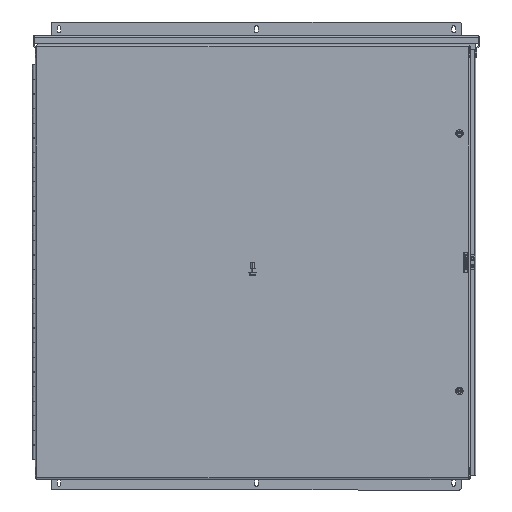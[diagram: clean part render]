
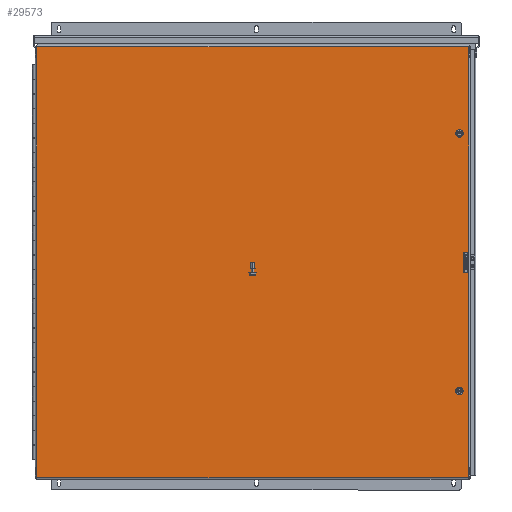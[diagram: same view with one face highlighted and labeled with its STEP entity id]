
A CAD part, front view. The second image highlights one B-rep face of the part: STEP entity #29573.
In plain terms, the highlighted planar face has unit normal (0, -1, 0).
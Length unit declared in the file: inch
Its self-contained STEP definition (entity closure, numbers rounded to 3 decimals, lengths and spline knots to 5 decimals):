
#102 = CARTESIAN_POINT ( 'NONE',  ( 14.45975, -12.172, 0.259 ) ) ;
#442 = CARTESIAN_POINT ( 'NONE',  ( -15.026, -12.172, -15.163 ) ) ;
#726 = ORIENTED_EDGE ( 'NONE', *, *, #4355, .T. ) ;
#1013 = EDGE_CURVE ( 'NONE', #26644, #13492, #29482, .T. ) ;
#1327 = FACE_BOUND ( 'NONE', #26569, .T. ) ;
#1390 = AXIS2_PLACEMENT_3D ( 'NONE', #14740, #25380, #29293 ) ;
#2378 = LINE ( 'NONE', #24979, #15365 ) ;
#2548 = VECTOR ( 'NONE', #12605, 39.37008 ) ;
#2558 = DIRECTION ( 'NONE',  ( 1., 0., 0. ) ) ;
#2625 = CARTESIAN_POINT ( 'NONE',  ( 14.14725, -12.172, -1.116 ) ) ;
#2660 = DIRECTION ( 'NONE',  ( 0., 0., 1. ) ) ;
#2803 = CARTESIAN_POINT ( 'NONE',  ( 14.45975, -12.172, -1.116 ) ) ;
#3130 = CARTESIAN_POINT ( 'NONE',  ( -15.026, -12.172, -15.163 ) ) ;
#3218 = EDGE_CURVE ( 'NONE', #3869, #15873, #14412, .T. ) ;
#3513 = VERTEX_POINT ( 'NONE', #6979 ) ;
#3869 = VERTEX_POINT ( 'NONE', #21273 ) ;
#3915 = ORIENTED_EDGE ( 'NONE', *, *, #6962, .T. ) ;
#3919 = DIRECTION ( 'NONE',  ( 1., 0., 0. ) ) ;
#4209 = VERTEX_POINT ( 'NONE', #11206 ) ;
#4355 = EDGE_CURVE ( 'NONE', #23943, #3513, #14119, .T. ) ;
#5189 = VECTOR ( 'NONE', #2558, 39.37008 ) ;
#5247 = LINE ( 'NONE', #22820, #25259 ) ;
#5420 = EDGE_LOOP ( 'NONE', ( #24708, #24531 ) ) ;
#5547 = LINE ( 'NONE', #3130, #26426 ) ;
#6220 = ORIENTED_EDGE ( 'NONE', *, *, #24480, .T. ) ;
#6338 = ORIENTED_EDGE ( 'NONE', *, *, #20364, .T. ) ;
#6635 = EDGE_CURVE ( 'NONE', #4209, #30838, #31920, .T. ) ;
#6713 = CARTESIAN_POINT ( 'NONE',  ( 14.508, -12.172, -15.163 ) ) ;
#6869 = DIRECTION ( 'NONE',  ( 0., 1., 0. ) ) ;
#6962 = EDGE_CURVE ( 'NONE', #19252, #6970, #12937, .T. ) ;
#6970 = VERTEX_POINT ( 'NONE', #2625 ) ;
#6979 = CARTESIAN_POINT ( 'NONE',  ( 14.508, -12.172, 14.306 ) ) ;
#7407 = ORIENTED_EDGE ( 'NONE', *, *, #29384, .T. ) ;
#7458 = DIRECTION ( 'NONE',  ( -1., 0., 0. ) ) ;
#8924 = VERTEX_POINT ( 'NONE', #442 ) ;
#9327 = CARTESIAN_POINT ( 'NONE',  ( 14.508, -12.172, -15.163 ) ) ;
#9698 = ORIENTED_EDGE ( 'NONE', *, *, #1013, .T. ) ;
#9869 = LINE ( 'NONE', #29713, #22761 ) ;
#10130 = CARTESIAN_POINT ( 'NONE',  ( 14.14725, -12.172, 0.259 ) ) ;
#11206 = CARTESIAN_POINT ( 'NONE',  ( 13.751, -12.172, 8.384 ) ) ;
#12118 = EDGE_CURVE ( 'NONE', #13492, #19252, #2378, .T. ) ;
#12275 = EDGE_LOOP ( 'NONE', ( #6220, #17935 ) ) ;
#12396 = CARTESIAN_POINT ( 'NONE',  ( 14.45975, -12.172, 0.259 ) ) ;
#12605 = DIRECTION ( 'NONE',  ( -1., 0., 0. ) ) ;
#12937 = LINE ( 'NONE', #17445, #2548 ) ;
#13040 = LINE ( 'NONE', #29824, #5189 ) ;
#13126 = CARTESIAN_POINT ( 'NONE',  ( 13.884, -12.172, 8.384 ) ) ;
#13492 = VERTEX_POINT ( 'NONE', #12396 ) ;
#13562 = EDGE_CURVE ( 'NONE', #8924, #23943, #13040, .T. ) ;
#13590 = FACE_BOUND ( 'NONE', #12275, .T. ) ;
#13735 = FACE_OUTER_BOUND ( 'NONE', #16053, .T. ) ;
#14119 = LINE ( 'NONE', #6713, #26634 ) ;
#14412 = CIRCLE ( 'NONE', #20076, 0.133 ) ;
#14740 = CARTESIAN_POINT ( 'NONE',  ( 13.884, -12.172, 8.384 ) ) ;
#15069 = ORIENTED_EDGE ( 'NONE', *, *, #12118, .T. ) ;
#15365 = VECTOR ( 'NONE', #27238, 39.37008 ) ;
#15590 = VERTEX_POINT ( 'NONE', #31857 ) ;
#15842 = PLANE ( 'NONE',  #16097 ) ;
#15873 = VERTEX_POINT ( 'NONE', #31818 ) ;
#15961 = EDGE_CURVE ( 'NONE', #3513, #15590, #9869, .T. ) ;
#16053 = EDGE_LOOP ( 'NONE', ( #30839, #7407, #25999, #726 ) ) ;
#16097 = AXIS2_PLACEMENT_3D ( 'NONE', #25715, #23291, #3919 ) ;
#16548 = DIRECTION ( 'NONE',  ( 0., 0., 1. ) ) ;
#17445 = CARTESIAN_POINT ( 'NONE',  ( 14.14725, -12.172, -1.116 ) ) ;
#17935 = ORIENTED_EDGE ( 'NONE', *, *, #6635, .T. ) ;
#18584 = VECTOR ( 'NONE', #27378, 39.37008 ) ;
#18595 = FACE_BOUND ( 'NONE', #5420, .T. ) ;
#18605 = CIRCLE ( 'NONE', #22741, 0.133 ) ;
#19252 = VERTEX_POINT ( 'NONE', #2803 ) ;
#20076 = AXIS2_PLACEMENT_3D ( 'NONE', #28653, #6869, #21857 ) ;
#20364 = EDGE_CURVE ( 'NONE', #6970, #26644, #5247, .T. ) ;
#20415 = CARTESIAN_POINT ( 'NONE',  ( 14.017, -12.172, 8.384 ) ) ;
#21187 = DIRECTION ( 'NONE',  ( 1., 0., 0. ) ) ;
#21273 = CARTESIAN_POINT ( 'NONE',  ( 14.017, -12.172, -9.241 ) ) ;
#21804 = EDGE_CURVE ( 'NONE', #15873, #3869, #18605, .T. ) ;
#21857 = DIRECTION ( 'NONE',  ( 1., 0., 0. ) ) ;
#22121 = AXIS2_PLACEMENT_3D ( 'NONE', #13126, #30409, #23129 ) ;
#22338 = DIRECTION ( 'NONE',  ( 0., 0., -1. ) ) ;
#22741 = AXIS2_PLACEMENT_3D ( 'NONE', #25902, #30561, #21187 ) ;
#22761 = VECTOR ( 'NONE', #7458, 39.37008 ) ;
#22820 = CARTESIAN_POINT ( 'NONE',  ( 14.14725, -12.172, 0.259 ) ) ;
#23129 = DIRECTION ( 'NONE',  ( 1., 0., 0. ) ) ;
#23291 = DIRECTION ( 'NONE',  ( 0., -1., 0. ) ) ;
#23943 = VERTEX_POINT ( 'NONE', #9327 ) ;
#24051 = CIRCLE ( 'NONE', #1390, 0.133 ) ;
#24480 = EDGE_CURVE ( 'NONE', #30838, #4209, #24051, .T. ) ;
#24531 = ORIENTED_EDGE ( 'NONE', *, *, #21804, .T. ) ;
#24708 = ORIENTED_EDGE ( 'NONE', *, *, #3218, .T. ) ;
#24979 = CARTESIAN_POINT ( 'NONE',  ( 14.45975, -12.172, -1.116 ) ) ;
#25259 = VECTOR ( 'NONE', #2660, 39.37008 ) ;
#25380 = DIRECTION ( 'NONE',  ( 0., 1., 0. ) ) ;
#25715 = CARTESIAN_POINT ( 'NONE',  ( 14.508, -12.172, -15.163 ) ) ;
#25902 = CARTESIAN_POINT ( 'NONE',  ( 13.884, -12.172, -9.241 ) ) ;
#25999 = ORIENTED_EDGE ( 'NONE', *, *, #13562, .T. ) ;
#26426 = VECTOR ( 'NONE', #22338, 39.37008 ) ;
#26569 = EDGE_LOOP ( 'NONE', ( #15069, #3915, #6338, #9698 ) ) ;
#26634 = VECTOR ( 'NONE', #16548, 39.37008 ) ;
#26644 = VERTEX_POINT ( 'NONE', #10130 ) ;
#27238 = DIRECTION ( 'NONE',  ( 0., 0., -1. ) ) ;
#27378 = DIRECTION ( 'NONE',  ( 1., 0., 0. ) ) ;
#28653 = CARTESIAN_POINT ( 'NONE',  ( 13.884, -12.172, -9.241 ) ) ;
#29293 = DIRECTION ( 'NONE',  ( 1., 0., 0. ) ) ;
#29384 = EDGE_CURVE ( 'NONE', #15590, #8924, #5547, .T. ) ;
#29482 = LINE ( 'NONE', #102, #18584 ) ;
#29573 = ADVANCED_FACE ( 'NONE', ( #13735, #13590, #1327, #18595 ), #15842, .T. ) ;
#29713 = CARTESIAN_POINT ( 'NONE',  ( 14.508, -12.172, 14.306 ) ) ;
#29824 = CARTESIAN_POINT ( 'NONE',  ( 14.508, -12.172, -15.163 ) ) ;
#30409 = DIRECTION ( 'NONE',  ( 0., 1., 0. ) ) ;
#30561 = DIRECTION ( 'NONE',  ( 0., 1., 0. ) ) ;
#30838 = VERTEX_POINT ( 'NONE', #20415 ) ;
#30839 = ORIENTED_EDGE ( 'NONE', *, *, #15961, .T. ) ;
#31818 = CARTESIAN_POINT ( 'NONE',  ( 13.751, -12.172, -9.241 ) ) ;
#31857 = CARTESIAN_POINT ( 'NONE',  ( -15.026, -12.172, 14.306 ) ) ;
#31920 = CIRCLE ( 'NONE', #22121, 0.133 ) ;
